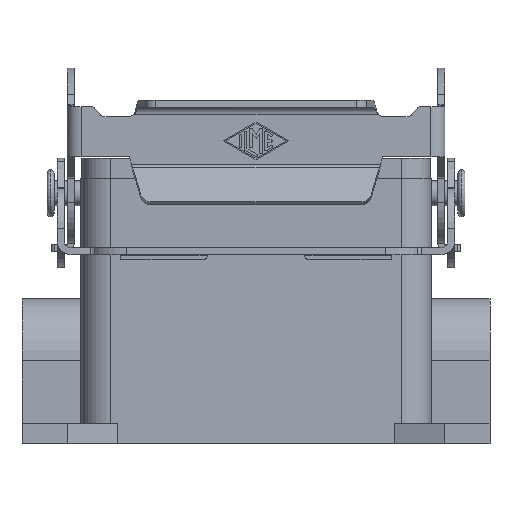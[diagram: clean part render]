
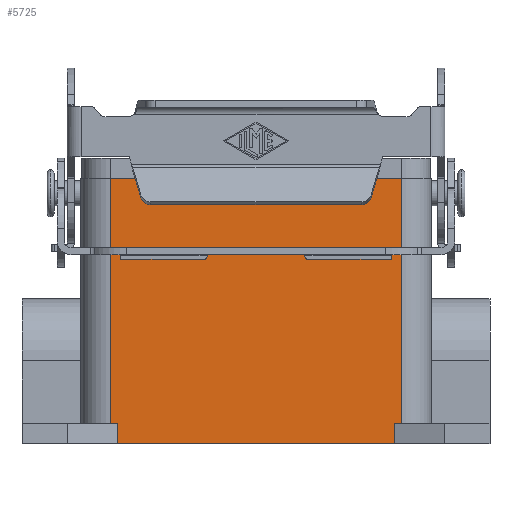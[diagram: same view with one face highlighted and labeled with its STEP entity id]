
A CAD part, front view. The second image highlights one B-rep face of the part: STEP entity #5725.
In plain terms, the highlighted planar face has unit normal (0, -1, 0).
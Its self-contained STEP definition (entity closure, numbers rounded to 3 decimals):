
#2287=CARTESIAN_POINT('',(27.75,-22.25,-50.0));
#2288=VERTEX_POINT('',#2287);
#2295=CARTESIAN_POINT('',(-27.75,-22.25,-50.0));
#2296=VERTEX_POINT('',#2295);
#2297=CARTESIAN_POINT('',(27.75,-22.25,-50.0));
#2298=DIRECTION('',(-1.0,0.0,0.0));
#2299=VECTOR('',#2298,55.5);
#2300=LINE('',#2297,#2299);
#2301=EDGE_CURVE('',#2288,#2296,#2300,.T.);
#2448=CARTESIAN_POINT('',(-27.75,-22.25,-46.0));
#2449=VERTEX_POINT('',#2448);
#2456=CARTESIAN_POINT('',(-29.,-22.25,-46.0));
#2457=VERTEX_POINT('',#2456);
#2458=CARTESIAN_POINT('',(-27.75,-22.25,-46.0));
#2459=DIRECTION('',(-1.0,0.0,0.0));
#2460=VECTOR('',#2459,1.25);
#2461=LINE('',#2458,#2460);
#2462=EDGE_CURVE('',#2449,#2457,#2461,.T.);
#2758=CARTESIAN_POINT('',(29.,-22.25,-46.0));
#2759=VERTEX_POINT('',#2758);
#2767=CARTESIAN_POINT('',(27.75,-22.25,-46.0));
#2768=VERTEX_POINT('',#2767);
#2769=CARTESIAN_POINT('',(29.,-22.25,-46.0));
#2770=DIRECTION('',(-1.0,0.0,0.0));
#2771=VECTOR('',#2770,1.25);
#2772=LINE('',#2769,#2771);
#2773=EDGE_CURVE('',#2759,#2768,#2772,.T.);
#5429=CARTESIAN_POINT('',(-29.,-22.25,3.));
#5430=VERTEX_POINT('',#5429);
#5431=CARTESIAN_POINT('',(-29.,-22.25,-46.0));
#5432=DIRECTION('',(0.0,0.0,1.0));
#5433=VECTOR('',#5432,49.0);
#5434=LINE('',#5431,#5433);
#5435=EDGE_CURVE('',#2457,#5430,#5434,.T.);
#5480=CARTESIAN_POINT('',(29.,-22.25,3.));
#5481=VERTEX_POINT('',#5480);
#5489=CARTESIAN_POINT('',(29.,-22.25,-46.0));
#5490=DIRECTION('',(0.0,0.0,1.0));
#5491=VECTOR('',#5490,49.0);
#5492=LINE('',#5489,#5491);
#5493=EDGE_CURVE('',#2759,#5481,#5492,.T.);
#5512=CARTESIAN_POINT('',(29.,-22.25,3.));
#5513=DIRECTION('',(-1.0,0.0,0.0));
#5514=VECTOR('',#5513,58.);
#5515=LINE('',#5512,#5514);
#5516=EDGE_CURVE('',#5481,#5430,#5515,.T.);
#5694=CARTESIAN_POINT('',(27.75,-22.25,-50.0));
#5695=DIRECTION('',(0.0,0.0,1.0));
#5696=VECTOR('',#5695,4.0);
#5697=LINE('',#5694,#5696);
#5698=EDGE_CURVE('',#2288,#2768,#5697,.T.);
#5705=CARTESIAN_POINT('',(27.75,-22.25,-50.0));
#5706=DIRECTION('',(0.0,-1.0,0.0));
#5707=DIRECTION('',(0.0,0.0,-1.0));
#5708=AXIS2_PLACEMENT_3D('',#5705,#5706,#5707);
#5709=PLANE('',#5708);
#5710=CARTESIAN_POINT('',(-27.75,-22.25,-50.0));
#5711=DIRECTION('',(0.0,0.0,1.0));
#5712=VECTOR('',#5711,4.0);
#5713=LINE('',#5710,#5712);
#5714=EDGE_CURVE('',#2296,#2449,#5713,.T.);
#5715=ORIENTED_EDGE('',*,*,#5714,.F.);
#5716=ORIENTED_EDGE('',*,*,#2301,.F.);
#5717=ORIENTED_EDGE('',*,*,#5698,.T.);
#5718=ORIENTED_EDGE('',*,*,#2773,.F.);
#5719=ORIENTED_EDGE('',*,*,#5493,.T.);
#5720=ORIENTED_EDGE('',*,*,#5516,.T.);
#5721=ORIENTED_EDGE('',*,*,#5435,.F.);
#5722=ORIENTED_EDGE('',*,*,#2462,.F.);
#5723=EDGE_LOOP('',(#5715,#5716,#5717,#5718,#5719,#5720,#5721,#5722));
#5724=FACE_OUTER_BOUND('',#5723,.T.);
#5725=ADVANCED_FACE('',(#5724),#5709,.T.);
